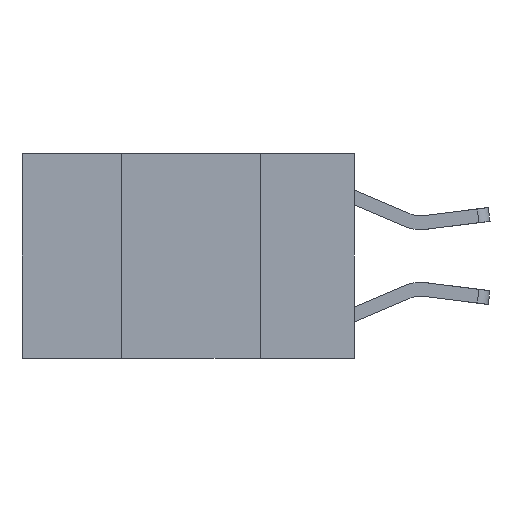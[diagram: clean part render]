
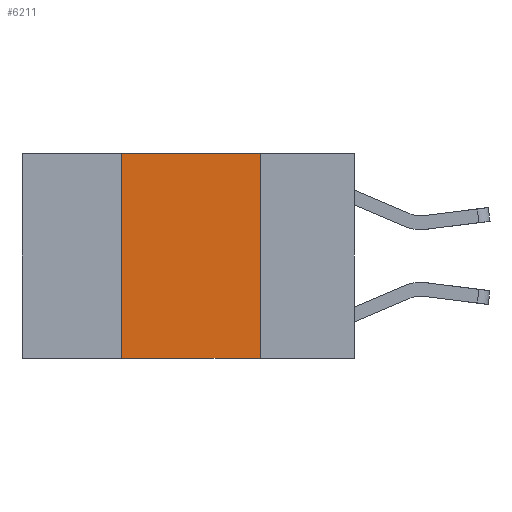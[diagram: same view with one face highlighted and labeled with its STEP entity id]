
A CAD part, left-side view. The second image highlights one B-rep face of the part: STEP entity #6211.
In plain terms, the highlighted planar face has unit normal (-1, 0, 0).
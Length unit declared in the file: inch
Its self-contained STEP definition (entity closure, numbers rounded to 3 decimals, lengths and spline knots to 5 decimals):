
#376 = DIRECTION ( 'NONE',  ( 0., -1., 0. ) ) ;
#980 = CARTESIAN_POINT ( 'NONE',  ( 0., 0.17, -0.37 ) ) ;
#1311 = DIRECTION ( 'NONE',  ( 0., 0., -1. ) ) ;
#1512 = CARTESIAN_POINT ( 'NONE',  ( 0., 0.42, -0.37 ) ) ;
#2136 = DIRECTION ( 'NONE',  ( 0., 0., -1. ) ) ;
#2167 = EDGE_CURVE ( 'NONE', #4023, #2866, #3179, .T. ) ;
#2263 = DIRECTION ( 'NONE',  ( 0., 0., 1. ) ) ;
#2296 = EDGE_LOOP ( 'NONE', ( #6418, #9364, #7439, #4749 ) ) ;
#2667 = VERTEX_POINT ( 'NONE', #980 ) ;
#2866 = VERTEX_POINT ( 'NONE', #8641 ) ;
#3179 = LINE ( 'NONE', #5875, #5490 ) ;
#3366 = FACE_OUTER_BOUND ( 'NONE', #2296, .T. ) ;
#4013 = LINE ( 'NONE', #4241, #6241 ) ;
#4023 = VERTEX_POINT ( 'NONE', #5751 ) ;
#4184 = DIRECTION ( 'NONE',  ( 0., -1., 0. ) ) ;
#4241 = CARTESIAN_POINT ( 'NONE',  ( 0., 0.6, -0.37 ) ) ;
#4324 = VECTOR ( 'NONE', #1311, 39.37008 ) ;
#4749 = ORIENTED_EDGE ( 'NONE', *, *, #5522, .T. ) ;
#5036 = PLANE ( 'NONE',  #6076 ) ;
#5490 = VECTOR ( 'NONE', #4184, 39.37008 ) ;
#5503 = EDGE_CURVE ( 'NONE', #2866, #2667, #8778, .T. ) ;
#5518 = EDGE_CURVE ( 'NONE', #7150, #4023, #9054, .T. ) ;
#5522 = EDGE_CURVE ( 'NONE', #7150, #2667, #4013, .T. ) ;
#5751 = CARTESIAN_POINT ( 'NONE',  ( 0., 0.42, 0. ) ) ;
#5875 = CARTESIAN_POINT ( 'NONE',  ( 0., 0.6, 0. ) ) ;
#6076 = AXIS2_PLACEMENT_3D ( 'NONE', #7669, #7703, #2136 ) ;
#6104 = CARTESIAN_POINT ( 'NONE',  ( 0., 0.17, 0. ) ) ;
#6211 = ADVANCED_FACE ( 'NONE', ( #3366 ), #5036, .F. ) ;
#6241 = VECTOR ( 'NONE', #376, 39.37008 ) ;
#6418 = ORIENTED_EDGE ( 'NONE', *, *, #5503, .F. ) ;
#7150 = VERTEX_POINT ( 'NONE', #1512 ) ;
#7439 = ORIENTED_EDGE ( 'NONE', *, *, #5518, .F. ) ;
#7669 = CARTESIAN_POINT ( 'NONE',  ( 0., 0.6, 0. ) ) ;
#7703 = DIRECTION ( 'NONE',  ( 1., 0., 0. ) ) ;
#8641 = CARTESIAN_POINT ( 'NONE',  ( 0., 0.17, 0. ) ) ;
#8683 = CARTESIAN_POINT ( 'NONE',  ( 0., 0.42, 0. ) ) ;
#8778 = LINE ( 'NONE', #6104, #4324 ) ;
#9054 = LINE ( 'NONE', #8683, #10634 ) ;
#9364 = ORIENTED_EDGE ( 'NONE', *, *, #2167, .F. ) ;
#10634 = VECTOR ( 'NONE', #2263, 39.37008 ) ;
